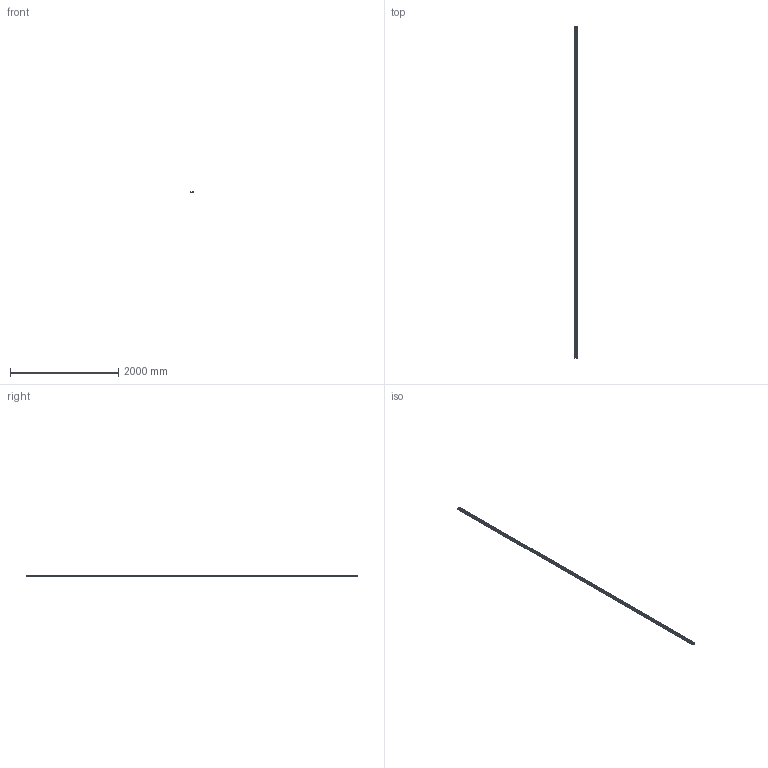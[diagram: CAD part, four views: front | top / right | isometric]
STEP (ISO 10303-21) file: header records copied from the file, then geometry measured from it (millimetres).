
FILE_DESCRIPTION(/* description */ (''),/* implementation_level */ '2;1');
FILE_NAME(/* name */ '22878.stp',/* time_stamp */ '2019-08-23T10:53:23+02:00',/* author */ ('DBARI'),/* organization */ (''),/* preprocessor_version */ 'ST-DEVELOPER v17.2',/* originating_system */ 'Autodesk Inventor 2019',/* authorisation */ '');
FILE_SCHEMA (('AUTOMOTIVE_DESIGN { 1 0 10303 214 3 1 1 }'));
Length unit declared in the file: millimetre
Products named in the file (1): 22880
Bounding box: 60 x 6140 x 28.8 mm (x, y, z)
Volume: 2087117.4 mm3; surface area: 2027059.7 mm2
Topology: 1 solids, 1 shells, 217 faces, 645 edges, 430 vertices
Faces by surface type: plane 120, cylinder 97
Entity records: 7354 total; most frequent: CARTESIAN_POINT 1293, ORIENTED_EDGE 1290, DIRECTION 1275, EDGE_CURVE 645, LINE 451, VECTOR 451, VERTEX_POINT 430, AXIS2_PLACEMENT_3D 412
